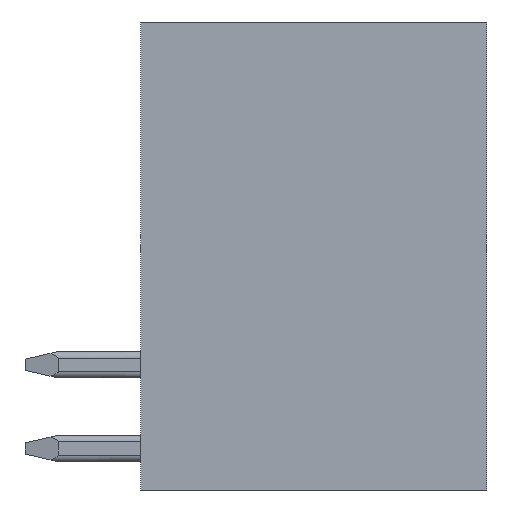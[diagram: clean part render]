
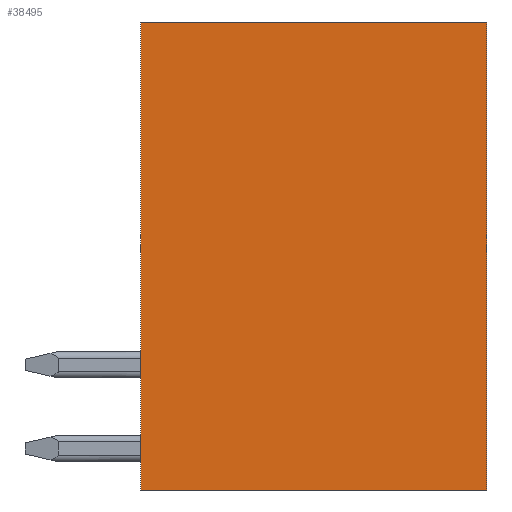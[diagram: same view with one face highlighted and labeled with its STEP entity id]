
A CAD part, front view. The second image highlights one B-rep face of the part: STEP entity #38495.
In plain terms, the highlighted planar face has unit normal (0, -1, 0).
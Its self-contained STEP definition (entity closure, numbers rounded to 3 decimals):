
#8972=DIRECTION('',(-1.,0.,0.));
#8973=VECTOR('',#8972,10.5);
#8974=CARTESIAN_POINT('',(5.25,-58.13,7.1));
#8975=LINE('',#8974,#8973);
#8976=DIRECTION('',(0.,0.,1.));
#8977=VECTOR('',#8976,14.2);
#8978=CARTESIAN_POINT('',(5.25,-58.13,-7.1));
#8979=LINE('',#8978,#8977);
#8980=DIRECTION('',(1.,0.,0.));
#8981=VECTOR('',#8980,10.5);
#8982=CARTESIAN_POINT('',(-5.25,-58.13,-7.1));
#8983=LINE('',#8982,#8981);
#8984=DIRECTION('',(0.,0.,-1.));
#8985=VECTOR('',#8984,14.2);
#8986=CARTESIAN_POINT('',(-5.25,-58.13,7.1));
#8987=LINE('',#8986,#8985);
#21947=CARTESIAN_POINT('',(5.25,-58.13,7.1));
#21948=CARTESIAN_POINT('',(-5.25,-58.13,7.1));
#21949=VERTEX_POINT('',#21947);
#21950=VERTEX_POINT('',#21948);
#21951=CARTESIAN_POINT('',(-5.25,-58.13,-7.1));
#21952=VERTEX_POINT('',#21951);
#21953=CARTESIAN_POINT('',(5.25,-58.13,-7.1));
#21954=VERTEX_POINT('',#21953);
#38484=CARTESIAN_POINT('',(0.,-58.13,0.));
#38485=DIRECTION('',(0.,-1.,0.));
#38486=DIRECTION('',(0.,0.,-1.));
#38487=AXIS2_PLACEMENT_3D('',#38484,#38485,#38486);
#38488=PLANE('',#38487);
#38489=ORIENTED_EDGE('',*,*,#37996,.F.);
#38490=ORIENTED_EDGE('',*,*,#38117,.F.);
#38491=ORIENTED_EDGE('',*,*,#38476,.F.);
#38492=ORIENTED_EDGE('',*,*,#27506,.F.);
#38493=EDGE_LOOP('',(#38489,#38490,#38491,#38492));
#38494=FACE_OUTER_BOUND('',#38493,.F.);
#38495=ADVANCED_FACE('',(#38494),#38488,.T.);
#27506=EDGE_CURVE('',#21950,#21952,#8987,.T.);
#37996=EDGE_CURVE('',#21949,#21950,#8975,.T.);
#38117=EDGE_CURVE('',#21954,#21949,#8979,.T.);
#38476=EDGE_CURVE('',#21952,#21954,#8983,.T.);
